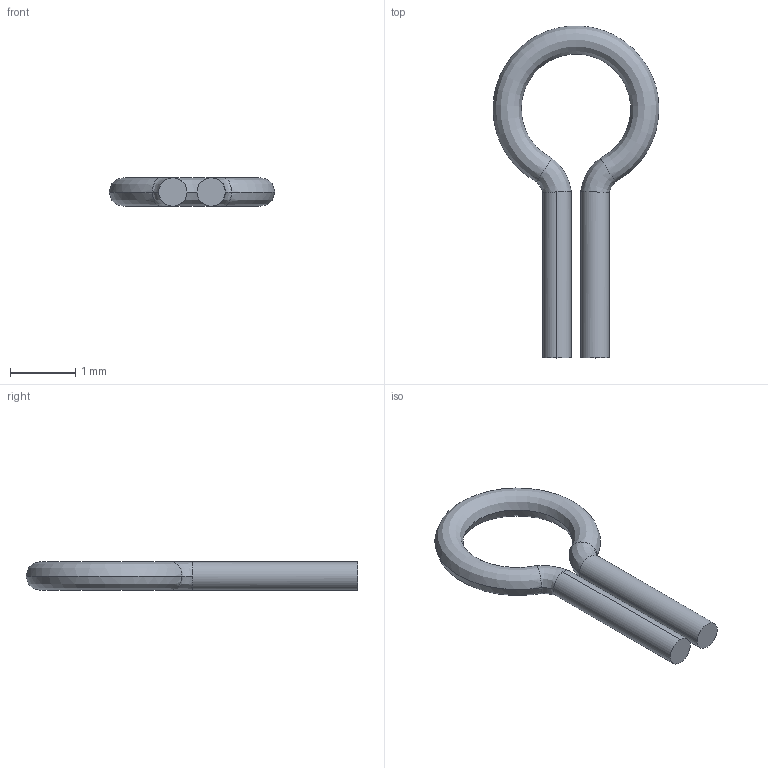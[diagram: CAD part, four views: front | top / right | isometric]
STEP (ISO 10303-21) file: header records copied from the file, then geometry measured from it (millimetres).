
FILE_DESCRIPTION (( 'STEP AP214' ), '1' );
FILE_NAME ('5021.STEP', '2007-12-17T15:41:17', ( 'Richard Maletta' ), ( '' ), 'SwSTEP 2.0', 'SolidWorks 2007', '' );
FILE_SCHEMA (( 'AUTOMOTIVE_DESIGN' ));
Length unit declared in the file: inch
Products named in the file (1): 5021
Bounding box: 2.54 x 5.08 x 0.43 mm (x, y, z)
Volume: 1.7 mm3; surface area: 15.9 mm2
Topology: 1 solids, 1 shells, 12 faces, 24 edges, 14 vertices
Faces by surface type: bspline 8, cylinder 2, plane 2
Entity records: 1083 total; most frequent: CARTESIAN_POINT 881, ORIENTED_EDGE 48, EDGE_CURVE 24, DIRECTION 20, VERTEX_POINT 14, FACE_OUTER_BOUND 12, EDGE_LOOP 12, ADVANCED_FACE 12
